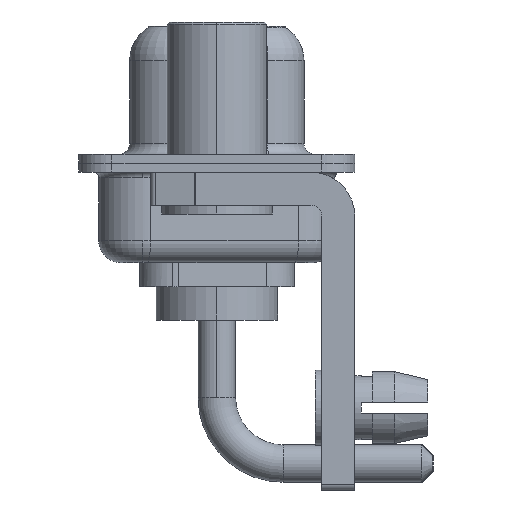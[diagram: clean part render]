
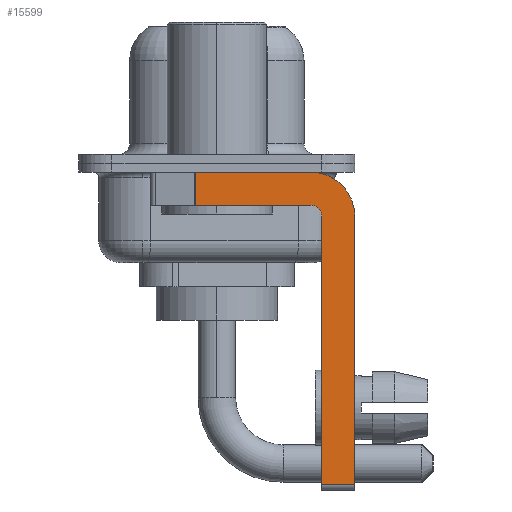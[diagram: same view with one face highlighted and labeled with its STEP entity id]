
A CAD part, left-side view. The second image highlights one B-rep face of the part: STEP entity #15599.
In plain terms, the highlighted planar face has unit normal (-1, 0, 0).
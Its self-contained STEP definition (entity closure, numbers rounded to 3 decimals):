
#374 = DIRECTION ( 'NONE',  ( 0., 0., -1. ) ) ;
#386 = CARTESIAN_POINT ( 'NONE',  ( -2.9, -6.25, -2.4 ) ) ;
#466 = EDGE_CURVE ( 'NONE', #13880, #5599, #4878, .T. ) ;
#534 = CIRCLE ( 'NONE', #14428, 2. ) ;
#543 = CARTESIAN_POINT ( 'NONE',  ( -2.9, -4.25, -2.4 ) ) ;
#801 = EDGE_CURVE ( 'NONE', #2216, #12004, #534, .T. ) ;
#1077 = CARTESIAN_POINT ( 'NONE',  ( -2.9, -4.75, -2.4 ) ) ;
#1291 = CARTESIAN_POINT ( 'NONE',  ( -2.9, -4.25, -14.55 ) ) ;
#1606 = EDGE_CURVE ( 'NONE', #15292, #16653, #12001, .T. ) ;
#1668 = EDGE_CURVE ( 'NONE', #14346, #5599, #12946, .T. ) ;
#1780 = DIRECTION ( 'NONE',  ( 0., 0., 1. ) ) ;
#2026 = CARTESIAN_POINT ( 'NONE',  ( -2.9, 0.978, -1.9 ) ) ;
#2216 = VERTEX_POINT ( 'NONE', #5920 ) ;
#2856 = DIRECTION ( 'NONE',  ( 0., 0., -1. ) ) ;
#3031 = DIRECTION ( 'NONE',  ( 0., 0., -1. ) ) ;
#3325 = ORIENTED_EDGE ( 'NONE', *, *, #9307, .T. ) ;
#4428 = CARTESIAN_POINT ( 'NONE',  ( -2.9, -4.25, -2.4 ) ) ;
#4878 = LINE ( 'NONE', #14176, #12254 ) ;
#5160 = EDGE_CURVE ( 'NONE', #16653, #13880, #12766, .T. ) ;
#5289 = VERTEX_POINT ( 'NONE', #11621 ) ;
#5335 = CARTESIAN_POINT ( 'NONE',  ( -2.9, -4.75, -14.8 ) ) ;
#5599 = VERTEX_POINT ( 'NONE', #2026 ) ;
#5920 = CARTESIAN_POINT ( 'NONE',  ( -2.9, -4.25, -0.4 ) ) ;
#6315 = AXIS2_PLACEMENT_3D ( 'NONE', #543, #8324, #374 ) ;
#6496 = EDGE_LOOP ( 'NONE', ( #7159, #11825, #11592, #10142, #13343, #3325, #13042, #8334 ) ) ;
#6714 = VECTOR ( 'NONE', #15952, 1000. ) ;
#6895 = CARTESIAN_POINT ( 'NONE',  ( -2.9, -6.25, -2.4 ) ) ;
#7159 = ORIENTED_EDGE ( 'NONE', *, *, #8826, .F. ) ;
#7181 = DIRECTION ( 'NONE',  ( -1., 0., 0. ) ) ;
#7457 = EDGE_CURVE ( 'NONE', #12004, #5289, #14721, .T. ) ;
#8324 = DIRECTION ( 'NONE',  ( 1., 0., 0. ) ) ;
#8334 = ORIENTED_EDGE ( 'NONE', *, *, #801, .F. ) ;
#8380 = CARTESIAN_POINT ( 'NONE',  ( -2.9, -4.25, -2.4 ) ) ;
#8826 = EDGE_CURVE ( 'NONE', #14346, #2216, #14531, .T. ) ;
#8946 = AXIS2_PLACEMENT_3D ( 'NONE', #8380, #7181, #1780 ) ;
#9053 = VECTOR ( 'NONE', #11688, 1000. ) ;
#9307 = EDGE_CURVE ( 'NONE', #15292, #5289, #14426, .T. ) ;
#9865 = CARTESIAN_POINT ( 'NONE',  ( -2.9, 0.978, -0.4 ) ) ;
#10101 = DIRECTION ( 'NONE',  ( 0., 1., 0. ) ) ;
#10142 = ORIENTED_EDGE ( 'NONE', *, *, #5160, .F. ) ;
#10702 = CARTESIAN_POINT ( 'NONE',  ( -2.9, 3., -0.4 ) ) ;
#10993 = CARTESIAN_POINT ( 'NONE',  ( -2.9, -4.25, -1.9 ) ) ;
#11592 = ORIENTED_EDGE ( 'NONE', *, *, #466, .F. ) ;
#11621 = CARTESIAN_POINT ( 'NONE',  ( -2.9, -6.25, -14.55 ) ) ;
#11688 = DIRECTION ( 'NONE',  ( 0., 0., 1. ) ) ;
#11776 = VECTOR ( 'NONE', #2856, 1000. ) ;
#11825 = ORIENTED_EDGE ( 'NONE', *, *, #1668, .T. ) ;
#12001 = LINE ( 'NONE', #5335, #9053 ) ;
#12004 = VERTEX_POINT ( 'NONE', #6895 ) ;
#12254 = VECTOR ( 'NONE', #10101, 1000. ) ;
#12609 = CARTESIAN_POINT ( 'NONE',  ( -2.9, -4.75, -14.55 ) ) ;
#12766 = CIRCLE ( 'NONE', #8946, 0.5 ) ;
#12946 = LINE ( 'NONE', #14379, #11776 ) ;
#13042 = ORIENTED_EDGE ( 'NONE', *, *, #7457, .F. ) ;
#13323 = DIRECTION ( 'NONE',  ( 0., -1., 0. ) ) ;
#13343 = ORIENTED_EDGE ( 'NONE', *, *, #1606, .F. ) ;
#13819 = DIRECTION ( 'NONE',  ( 1., 0., 0. ) ) ;
#13880 = VERTEX_POINT ( 'NONE', #10993 ) ;
#14135 = VECTOR ( 'NONE', #3031, 1000. ) ;
#14176 = CARTESIAN_POINT ( 'NONE',  ( -2.9, -4.25, -1.9 ) ) ;
#14346 = VERTEX_POINT ( 'NONE', #9865 ) ;
#14379 = CARTESIAN_POINT ( 'NONE',  ( -2.9, 0.978, -1.9 ) ) ;
#14426 = LINE ( 'NONE', #1291, #15434 ) ;
#14428 = AXIS2_PLACEMENT_3D ( 'NONE', #4428, #13819, #16270 ) ;
#14531 = LINE ( 'NONE', #10702, #6714 ) ;
#14721 = LINE ( 'NONE', #386, #14135 ) ;
#14954 = PLANE ( 'NONE',  #6315 ) ;
#15292 = VERTEX_POINT ( 'NONE', #12609 ) ;
#15434 = VECTOR ( 'NONE', #13323, 1000. ) ;
#15599 = ADVANCED_FACE ( 'NONE', ( #16224 ), #14954, .F. ) ;
#15952 = DIRECTION ( 'NONE',  ( 0., -1., 0. ) ) ;
#16224 = FACE_OUTER_BOUND ( 'NONE', #6496, .T. ) ;
#16270 = DIRECTION ( 'NONE',  ( 0., 0., -1. ) ) ;
#16653 = VERTEX_POINT ( 'NONE', #1077 ) ;
